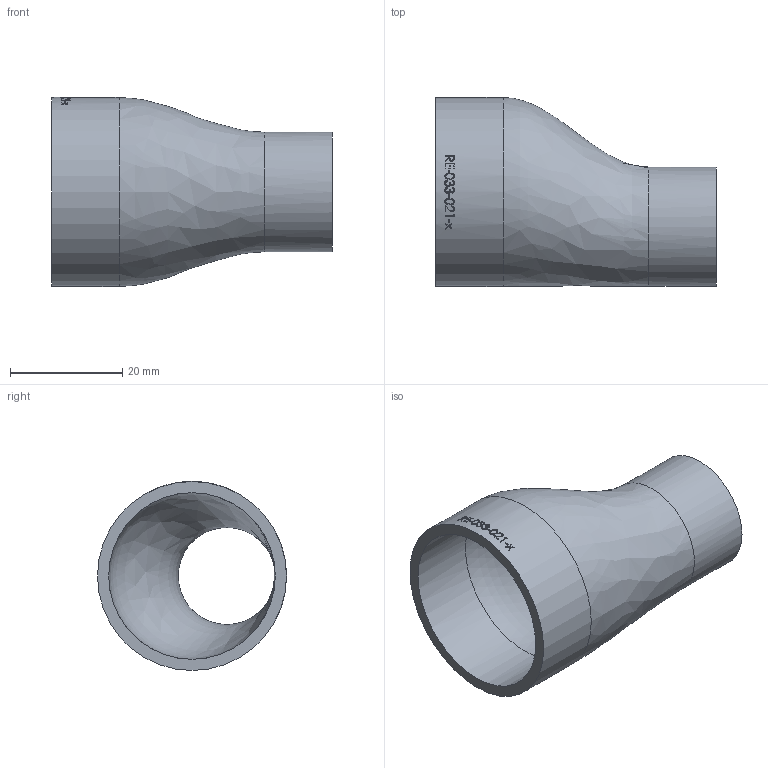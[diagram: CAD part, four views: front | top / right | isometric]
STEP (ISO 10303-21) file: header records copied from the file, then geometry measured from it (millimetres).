
FILE_DESCRIPTION (( 'STEP AP214' ), '1' );
FILE_NAME ('RE-033-021-x Reduzierung Exzenter 33,7x21,3x2,0x2,0 BL50 2012.STEP', '2020-12-30T10:35:30', ( '' ), ( '' ), 'SwSTEP 2.0', 'SolidWorks 2019', '' );
FILE_SCHEMA (( 'AUTOMOTIVE_DESIGN' ));
Length unit declared in the file: millimetre
Products named in the file (1): RE-033-021-x Reduzierung Exzenter 33,7x21,3x2,0x2,0 BL50 2012
Bounding box: 50 x 33.7 x 33.7 mm (x, y, z)
Volume: 8243.4 mm3; surface area: 8524.3 mm2
Topology: 1 solids, 1 shells, 147 faces, 393 edges, 262 vertices
Faces by surface type: bspline 73, plane 53, cylinder 21
Full cylindrical faces by diameter (mm): 17.3 x1, 21.3 x1, 29.7 x1, 33.7 x1
Entity records: 13644 total; most frequent: CARTESIAN_POINT 9188, ORIENTED_EDGE 748, EDGE_CURVE 374, DIRECTION 355, VERTEX_POINT 252, B_SPLINE_CURVE_WITH_KNOTS 232, EDGE_LOOP 168, FACE_OUTER_BOUND 151
